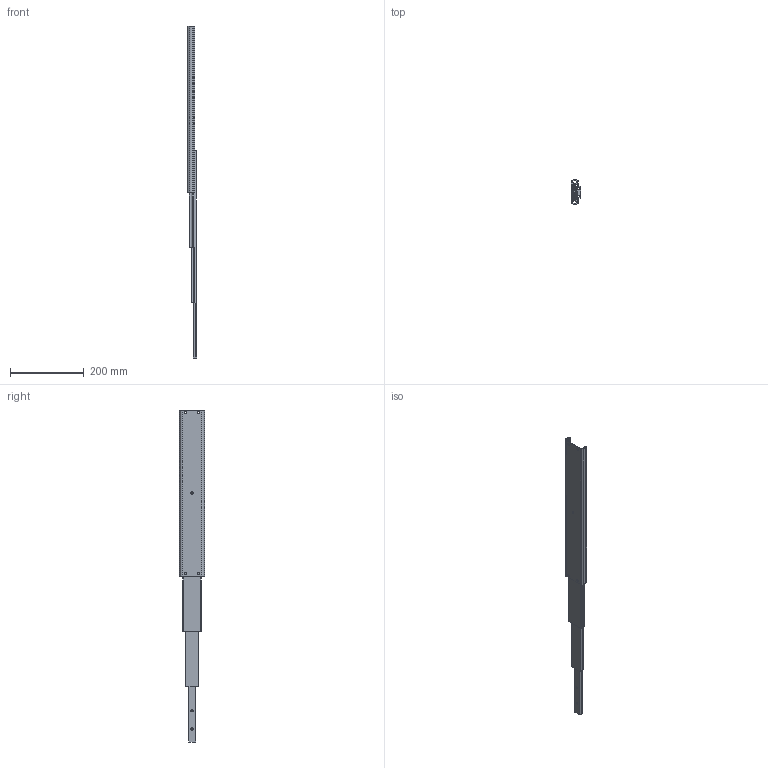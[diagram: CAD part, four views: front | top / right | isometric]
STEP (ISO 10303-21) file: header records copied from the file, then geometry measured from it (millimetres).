
FILE_DESCRIPTION (( 'STEP AP214' ), '1' );
FILE_NAME ('Telescopic-5040-450-100-Rollco.step', '2023-11-07T13:31:53', ( '' ), ( '' ), 'SwSTEP 2.0', 'SolidWorks 2010', '' );
FILE_SCHEMA (( 'AUTOMOTIVE_DESIGN' ));
Length unit declared in the file: millimetre
Products named in the file (5): Slide-Outer-5040-Rollco_Slide-Outer-5040-450-100-Widney; Slide-Middle-Outer-5040-Rollco_Slide-Middle-Outer-5040-450-100-Widney; Slide-Middle-5040-Rollco_Slide-Middle-5040-450-100-Widney; Slide-Inner-5040-Rollco_Slide-Inner-5040-450-100-Widney; Telescopic-5040-450-100-Rollco
Assembly tree (4 placements, depth 2):
  Telescopic-5040-450-100-Rollco
    Slide-Middle-5040-Rollco_Slide-Middle-5040-450-100-Widney
    Slide-Middle-Outer-5040-Rollco_Slide-Middle-Outer-5040-450-100-Widney
    Slide-Inner-5040-Rollco_Slide-Inner-5040-450-100-Widney
    Slide-Outer-5040-Rollco_Slide-Outer-5040-450-100-Widney
Bounding box: 25.2 x 68.53 x 900 mm (x, y, z)
Volume: 371588.3 mm3; surface area: 226113.3 mm2
Topology: 4 solids, 4 shells, 110 faces, 315 edges, 213 vertices
Faces by surface type: plane 54, cylinder 51, cone 5
Full cylindrical faces by diameter (mm): 6 x11
Entity records: 3674 total; most frequent: DIRECTION 626, CARTESIAN_POINT 601, ORIENTED_EDGE 570, EDGE_CURVE 285, AXIS2_PLACEMENT_3D 224, VERTEX_POINT 199, LINE 178, VECTOR 178
